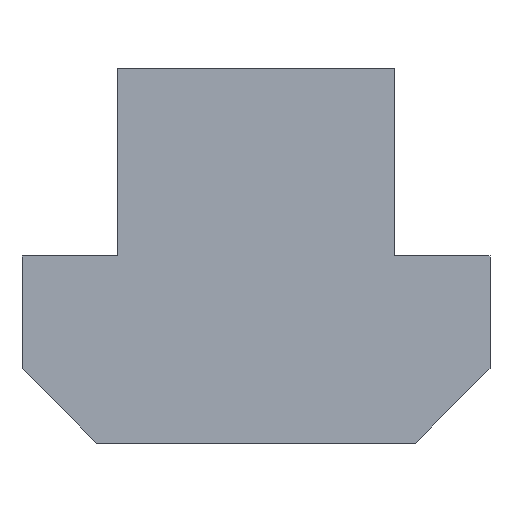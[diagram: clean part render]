
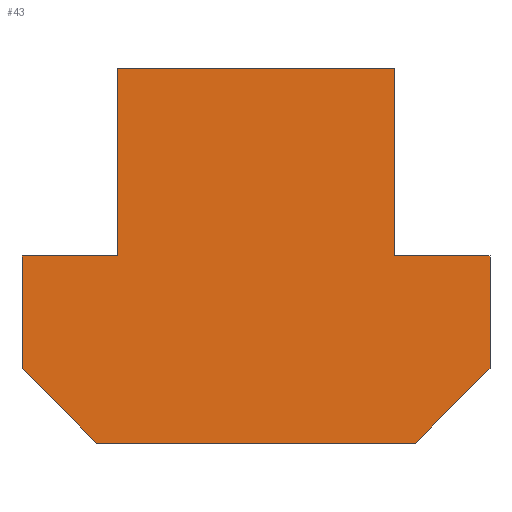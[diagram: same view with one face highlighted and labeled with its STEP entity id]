
A CAD part, front view. The second image highlights one B-rep face of the part: STEP entity #43.
In plain terms, the highlighted planar face has unit normal (0.707, -0.707, 0).
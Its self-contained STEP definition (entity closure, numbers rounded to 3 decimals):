
#43=ADVANCED_FACE('',(#94),#95,.F.);
#94=FACE_OUTER_BOUND('',#152,.T.);
#95=PLANE('',#153);
#152=EDGE_LOOP('',(#209,#210,#211,#212,#213,#214,#215,#216,#217,#218));
#153=AXIS2_PLACEMENT_3D('',#219,#220,#221);
#209=ORIENTED_EDGE('',*,*,#357,.F.);
#210=ORIENTED_EDGE('',*,*,#358,.F.);
#211=ORIENTED_EDGE('',*,*,#359,.F.);
#212=ORIENTED_EDGE('',*,*,#360,.F.);
#213=ORIENTED_EDGE('',*,*,#361,.F.);
#214=ORIENTED_EDGE('',*,*,#362,.F.);
#215=ORIENTED_EDGE('',*,*,#363,.F.);
#216=ORIENTED_EDGE('',*,*,#352,.F.);
#217=ORIENTED_EDGE('',*,*,#364,.F.);
#218=ORIENTED_EDGE('',*,*,#365,.F.);
#219=CARTESIAN_POINT('',(-5.0,-9.172,-4.));
#220=DIRECTION('',(-0.707,0.707,0.));
#221=DIRECTION('',(0.0,0.,1.0));
#352=EDGE_CURVE('',#412,#413,#414,.T.);
#357=EDGE_CURVE('',#421,#422,#423,.T.);
#358=EDGE_CURVE('',#424,#421,#425,.T.);
#359=EDGE_CURVE('',#426,#424,#427,.T.);
#360=EDGE_CURVE('',#428,#426,#429,.T.);
#361=EDGE_CURVE('',#430,#428,#431,.T.);
#362=EDGE_CURVE('',#432,#430,#433,.T.);
#363=EDGE_CURVE('',#413,#432,#434,.T.);
#364=EDGE_CURVE('',#435,#412,#436,.T.);
#365=EDGE_CURVE('',#422,#435,#437,.T.);
#412=VERTEX_POINT('',#501);
#413=VERTEX_POINT('',#502);
#414=LINE('',#503,#504);
#421=VERTEX_POINT('',#514);
#422=VERTEX_POINT('',#515);
#423=LINE('',#516,#517);
#424=VERTEX_POINT('',#518);
#425=LINE('',#519,#520);
#426=VERTEX_POINT('',#521);
#427=LINE('',#522,#523);
#428=VERTEX_POINT('',#524);
#429=LINE('',#525,#526);
#430=VERTEX_POINT('',#527);
#431=LINE('',#528,#529);
#432=VERTEX_POINT('',#530);
#433=LINE('',#531,#532);
#434=LINE('',#533,#534);
#435=VERTEX_POINT('',#535);
#436=LINE('',#536,#537);
#437=LINE('',#538,#539);
#501=CARTESIAN_POINT('',(2.95,-1.222,4.0));
#502=CARTESIAN_POINT('',(2.95,-1.222,0.));
#503=CARTESIAN_POINT('',(2.95,-1.222,0.));
#504=VECTOR('',#623,1.0);
#514=CARTESIAN_POINT('',(-5.0,-9.172,0.));
#515=CARTESIAN_POINT('',(-2.95,-7.122,0.));
#516=CARTESIAN_POINT('',(-2.707,-6.879,0.));
#517=VECTOR('',#627,1.0);
#518=CARTESIAN_POINT('',(-5.0,-9.172,-2.4));
#519=CARTESIAN_POINT('',(-5.0,-9.172,-3.2));
#520=VECTOR('',#628,1.0);
#521=CARTESIAN_POINT('',(-3.4,-7.572,-4.0));
#522=CARTESIAN_POINT('',(-2.671,-6.843,-4.729));
#523=VECTOR('',#629,1.0);
#524=CARTESIAN_POINT('',(3.4,-0.772,-4.0));
#525=CARTESIAN_POINT('',(-0.607,-4.779,-4.0));
#526=VECTOR('',#630,1.0);
#527=CARTESIAN_POINT('',(5.0,0.828,-2.4));
#528=CARTESIAN_POINT('',(0.729,-3.443,-6.671));
#529=VECTOR('',#631,1.0);
#530=CARTESIAN_POINT('',(5.0,0.828,0.0));
#531=CARTESIAN_POINT('',(5.0,0.828,-3.2));
#532=VECTOR('',#632,1.0);
#533=CARTESIAN_POINT('',(-0.207,-4.379,0.));
#534=VECTOR('',#633,1.0);
#535=CARTESIAN_POINT('',(-2.95,-7.122,4.0));
#536=CARTESIAN_POINT('',(-2.195,-6.366,4.0));
#537=VECTOR('',#634,1.0);
#538=CARTESIAN_POINT('',(-2.95,-7.122,-2.));
#539=VECTOR('',#635,1.0);
#623=DIRECTION('',(0.0,0.,-1.0));
#627=DIRECTION('',(0.707,0.707,0.));
#628=DIRECTION('',(0.0,0.,1.0));
#629=DIRECTION('',(-0.577,-0.577,0.577));
#630=DIRECTION('',(-0.707,-0.707,0.));
#631=DIRECTION('',(-0.577,-0.577,-0.577));
#632=DIRECTION('',(0.0,0.,-1.0));
#633=DIRECTION('',(0.707,0.707,0.));
#634=DIRECTION('',(0.707,0.707,0.));
#635=DIRECTION('',(0.0,0.,1.0));
